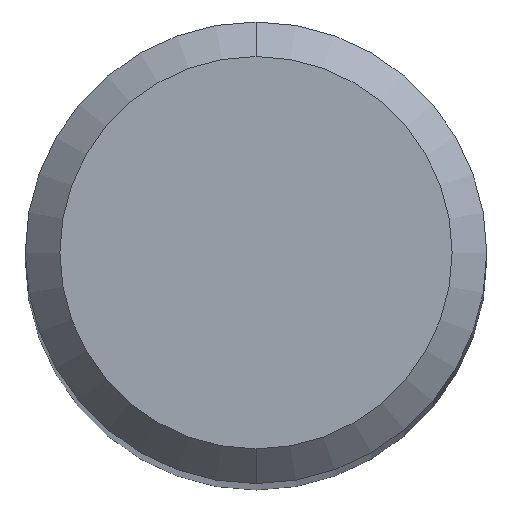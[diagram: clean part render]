
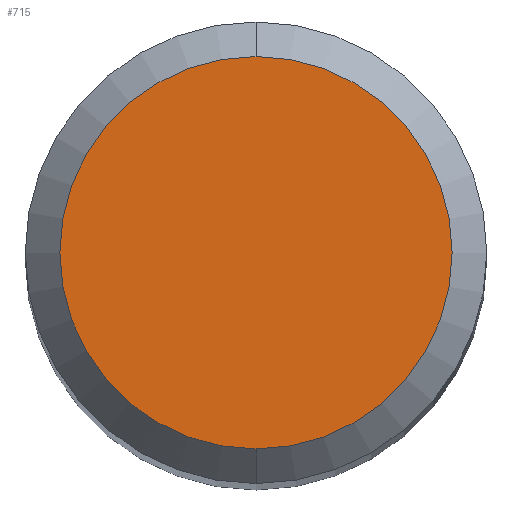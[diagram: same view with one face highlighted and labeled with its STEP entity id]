
A CAD part, top view. The second image highlights one B-rep face of the part: STEP entity #715.
In plain terms, the highlighted planar face has unit normal (0, 0, 1).
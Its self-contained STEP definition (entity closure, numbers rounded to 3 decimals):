
#389=EDGE_CURVE('',#469,#973,#1052,.T.);
#469=VERTEX_POINT('',#1139);
#715=ADVANCED_FACE('',(#1409),#1410,.T.);
#945=EDGE_CURVE('',#973,#469,#1661,.T.);
#973=VERTEX_POINT('',#1693);
#1052=CIRCLE('',#1861,1.7);
#1139=CARTESIAN_POINT('',(0.,-1.7,0.0));
#1409=FACE_OUTER_BOUND('',#3520,.T.);
#1410=PLANE('',#3521);
#1661=CIRCLE('',#4839,1.7);
#1693=CARTESIAN_POINT('',(0.0,1.7,0.0));
#1861=AXIS2_PLACEMENT_3D('',#4998,#4999,#5000);
#3520=EDGE_LOOP('',(#5419,#5420));
#3521=AXIS2_PLACEMENT_3D('',#5421,#5422,#5423);
#4839=AXIS2_PLACEMENT_3D('',#5665,#5666,#5667);
#4998=CARTESIAN_POINT('',(0.0,0.0,0.0));
#4999=DIRECTION('',(0.0,0.0,-1.0));
#5000=DIRECTION('',(0.0,1.0,0.0));
#5419=ORIENTED_EDGE('',*,*,#945,.F.);
#5420=ORIENTED_EDGE('',*,*,#389,.F.);
#5421=CARTESIAN_POINT('',(0.0,0.85,0.0));
#5422=DIRECTION('',(-0.0,0.0,1.0));
#5423=DIRECTION('',(0.0,-1.0,0.0));
#5665=CARTESIAN_POINT('',(0.0,0.0,0.0));
#5666=DIRECTION('',(0.0,0.0,-1.0));
#5667=DIRECTION('',(0.0,1.0,0.0));
